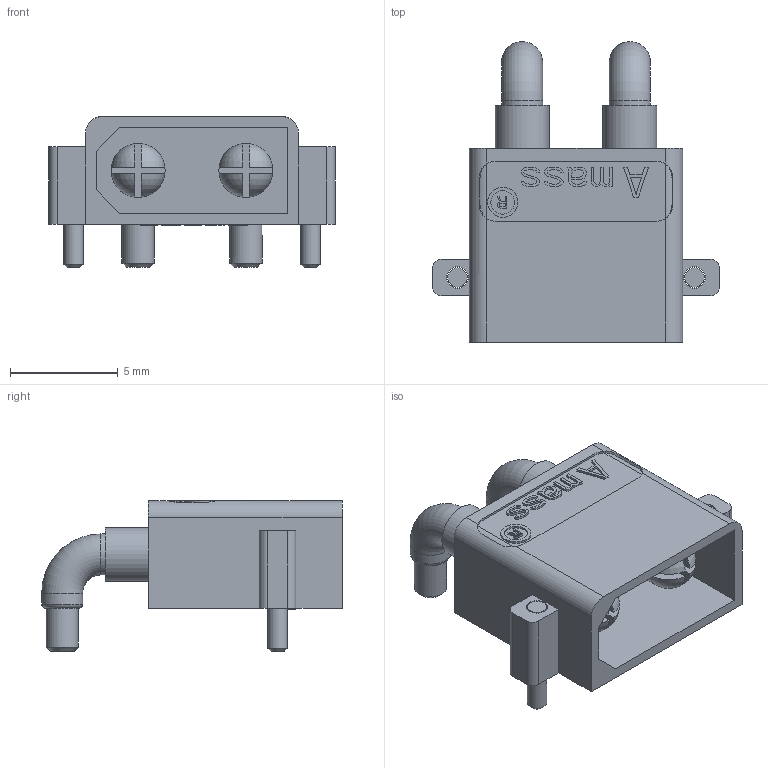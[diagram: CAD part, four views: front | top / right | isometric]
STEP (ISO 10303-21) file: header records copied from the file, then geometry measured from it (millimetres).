
FILE_DESCRIPTION(/* description */ ('Designed by EasyEDA Pro'),/* implementation_level */ '2;1');
FILE_NAME(/* name */ 'AMASS-TH_1x2P-P3.5-V_XT30PW-M.step',/* time_stamp */ '2024-01-01T22:03:40+08:00',/* author */ ('20220615'),/* organization */ ('Open CASCADE'),/* preprocessor_version */ 'ST-DEVELOPER v19',/* originating_system */ 'Autodesk Inventor 2023',/* authorisation */ 'Unknown');
FILE_SCHEMA (('AUTOMOTIVE_DESIGN { 1 0 10303 214 3 1 1 }'));
Length unit declared in the file: millimetre
Products named in the file (4): PCBModel; CN1; CONN-TH_XT30PW-M; COMPOUND
Assembly tree (3 placements, depth 4):
  PCBModel
    CN1
      CONN-TH_XT30PW-M
        COMPOUND
Bounding box: 13.3 x 13.95 x 7 mm (x, y, z)
Volume: 313.6 mm3; surface area: 866.8 mm2
Topology: 3 solids, 3 shells, 667 faces, 1858 edges, 1236 vertices
Faces by surface type: plane 609, cylinder 38, sphere 8, cone 4, torus 4, bspline 4
Full cylindrical faces by diameter (mm): 0.9 x2, 1 x2, 1.1 x1, 1.4 x1, 1.5 x2, 1.9 x4, 2.5 x4
Entity records: 21855 total; most frequent: CARTESIAN_POINT 4310, ORIENTED_EDGE 3716, DIRECTION 3314, EDGE_CURVE 1858, LINE 1726, VECTOR 1726, VERTEX_POINT 1236, AXIS2_PLACEMENT_3D 794
